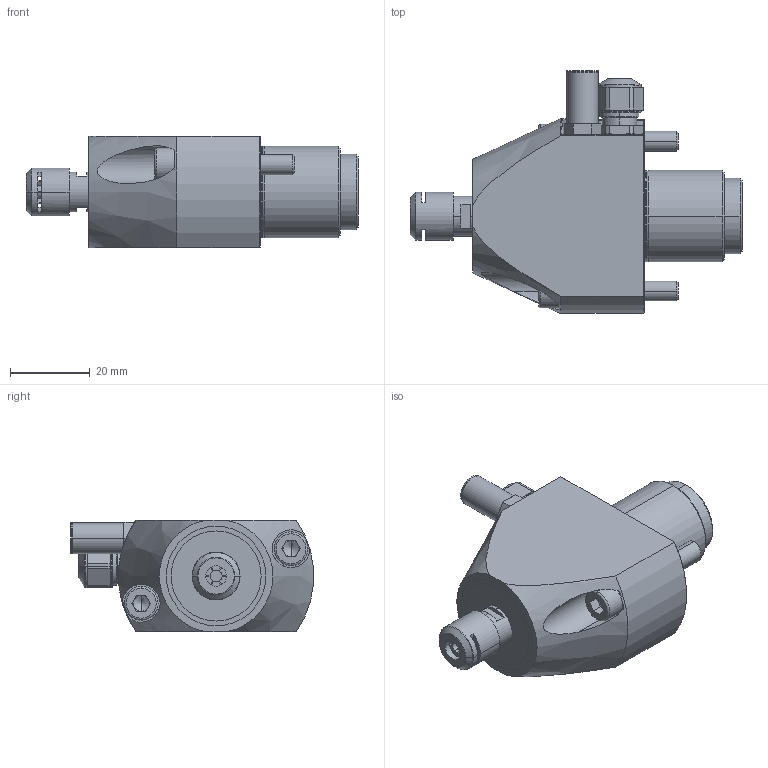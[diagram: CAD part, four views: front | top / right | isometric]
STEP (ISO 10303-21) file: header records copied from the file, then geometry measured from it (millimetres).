
FILE_DESCRIPTION (( 'STEP AP203' ), '1' );
FILE_NAME ('025S060PS-92-.STEP', '2012-04-26T09:33:06', ( 'FM10CAD1' ), ( 'IBAG Switzerland AG' ), 'SwSTEP 2.0', 'SolidWorks 2010', '' );
FILE_SCHEMA (( 'CONFIG_CONTROL_DESIGN' ));
Length unit declared in the file: millimetre
Products named in the file (1): 025S060PS-92-
Bounding box: 83.28 x 60.91 x 28 mm (x, y, z)
Surface area: 15644.7 mm2 (no closed solid volume)
Topology: 0 solids, 20 shells, 240 faces, 748 edges, 512 vertices
Faces by surface type: plane 103, cylinder 86, cone 32, torus 18, bspline 1
Entity records: 8743 total; most frequent: CARTESIAN_POINT 1912, DIRECTION 1528, ORIENTED_EDGE 1213, EDGE_CURVE 744, AXIS2_PLACEMENT_3D 593, VERTEX_POINT 512, CIRCLE 353, VECTOR 342
